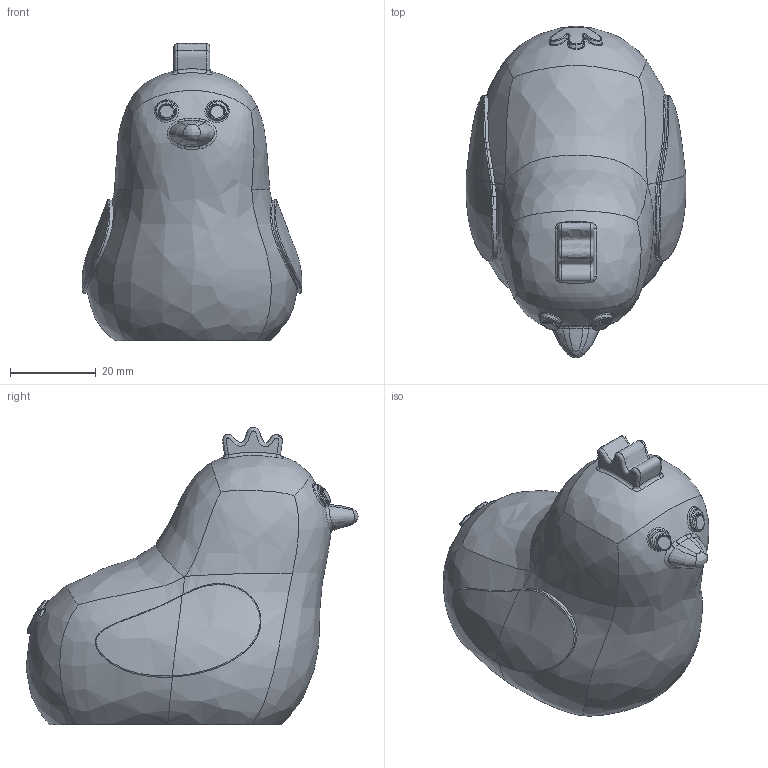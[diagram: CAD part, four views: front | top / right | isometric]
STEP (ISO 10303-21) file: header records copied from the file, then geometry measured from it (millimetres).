
FILE_DESCRIPTION(/* description */ (''),/* implementation_level */ '2;1');
FILE_NAME(/* name */ 'chicken v17.step',/* time_stamp */ '2025-04-29T21:30:04-04:00',/* author */ (''),/* organization */ (''),/* preprocessor_version */ 'ST-DEVELOPER v20.1',/* originating_system */ 'Autodesk Translation Framework v14.4.0.0',/* authorisation */ '');
FILE_SCHEMA (('AUTOMOTIVE_DESIGN { 1 0 10303 214 3 1 1 }'));
Length unit declared in the file: millimetre
Products named in the file (1): chicken
Bounding box: 51.27 x 77.47 x 69.35 mm (x, y, z)
Volume: 23526.2 mm3; surface area: 24846.5 mm2
Topology: 2 solids, 2 shells, 207 faces, 590 edges, 395 vertices
Faces by surface type: bspline 182, plane 20, cylinder 5
Full cylindrical faces by diameter (mm): 2.286 x2, 5.842 x1
Entity records: 29245 total; most frequent: CARTESIAN_POINT 25150, ORIENTED_EDGE 1176, EDGE_CURVE 588, B_SPLINE_CURVE_WITH_KNOTS 432, VERTEX_POINT 395, DIRECTION 286, EDGE_LOOP 219, FACE_OUTER_BOUND 207
